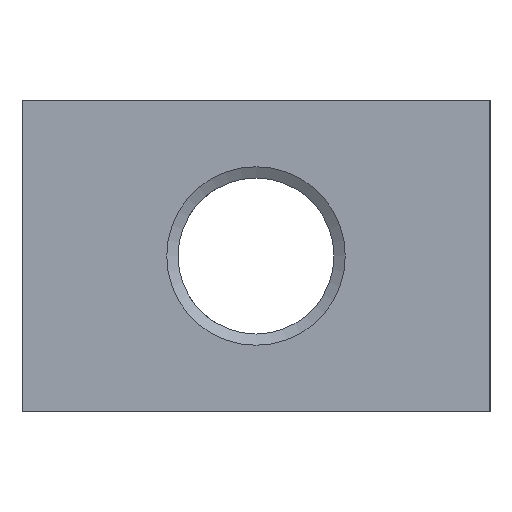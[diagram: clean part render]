
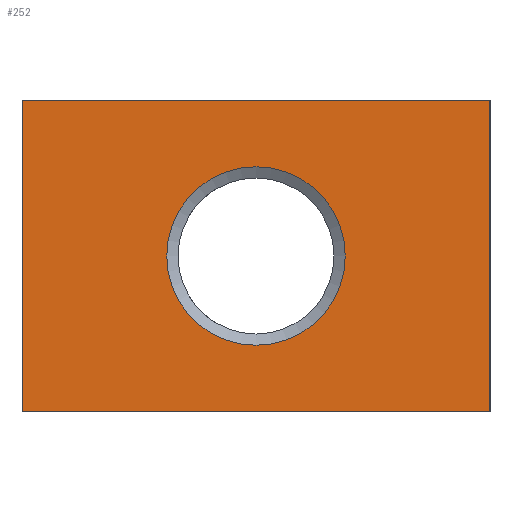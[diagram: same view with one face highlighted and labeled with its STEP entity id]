
A CAD part, left-side view. The second image highlights one B-rep face of the part: STEP entity #252.
In plain terms, the highlighted planar face has unit normal (-1, 0, 0).
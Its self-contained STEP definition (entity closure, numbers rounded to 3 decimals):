
#20=LINE('',#478,#32);
#24=LINE('',#485,#36);
#27=LINE('',#491,#39);
#29=LINE('',#494,#41);
#32=VECTOR('',#331,30.);
#36=VECTOR('',#337,20.);
#39=VECTOR('',#342,30.);
#41=VECTOR('',#346,20.);
#46=PLANE('',#281);
#67=FACE_BOUND('',#127,.T.);
#76=CIRCLE('',#268,5.723);
#94=FACE_OUTER_BOUND('',#126,.T.);
#126=EDGE_LOOP('',(#222,#223,#224,#225));
#127=EDGE_LOOP('',(#226));
#141=VERTEX_POINT('',#457);
#148=VERTEX_POINT('',#475);
#149=VERTEX_POINT('',#477);
#151=VERTEX_POINT('',#483);
#153=VERTEX_POINT('',#489);
#163=EDGE_CURVE('',#141,#141,#76,.T.);
#170=EDGE_CURVE('',#148,#149,#20,.T.);
#174=EDGE_CURVE('',#151,#148,#24,.T.);
#177=EDGE_CURVE('',#153,#151,#27,.T.);
#179=EDGE_CURVE('',#149,#153,#29,.T.);
#222=ORIENTED_EDGE('',*,*,#170,.F.);
#223=ORIENTED_EDGE('',*,*,#174,.F.);
#224=ORIENTED_EDGE('',*,*,#177,.F.);
#225=ORIENTED_EDGE('',*,*,#179,.F.);
#226=ORIENTED_EDGE('',*,*,#163,.F.);
#252=ADVANCED_FACE('',(#94,#67),#46,.T.);
#268=AXIS2_PLACEMENT_3D('',#458,#309,#310);
#281=AXIS2_PLACEMENT_3D('',#495,#347,#348);
#309=DIRECTION('center_axis',(-1.,0.,0.));
#310=DIRECTION('ref_axis',(0.,0.,1.));
#331=DIRECTION('',(0.,-1.,0.));
#337=DIRECTION('',(0.,0.,1.));
#342=DIRECTION('',(0.,1.,0.));
#346=DIRECTION('',(0.,0.,-1.));
#347=DIRECTION('center_axis',(-1.,0.,0.));
#348=DIRECTION('ref_axis',(0.,0.,1.));
#457=CARTESIAN_POINT('',(-60.,15.,-4.278));
#458=CARTESIAN_POINT('Origin',(-60.,15.,-10.));
#475=CARTESIAN_POINT('',(-60.,30.,0.));
#477=CARTESIAN_POINT('',(-60.,0.,0.));
#478=CARTESIAN_POINT('',(-60.,0.,0.));
#483=CARTESIAN_POINT('',(-60.,30.,-20.));
#485=CARTESIAN_POINT('',(-60.,30.,0.));
#489=CARTESIAN_POINT('',(-60.,0.,-20.));
#491=CARTESIAN_POINT('',(-60.,0.,-20.));
#494=CARTESIAN_POINT('',(-60.,0.,0.));
#495=CARTESIAN_POINT('Origin',(-60.,0.,0.));
